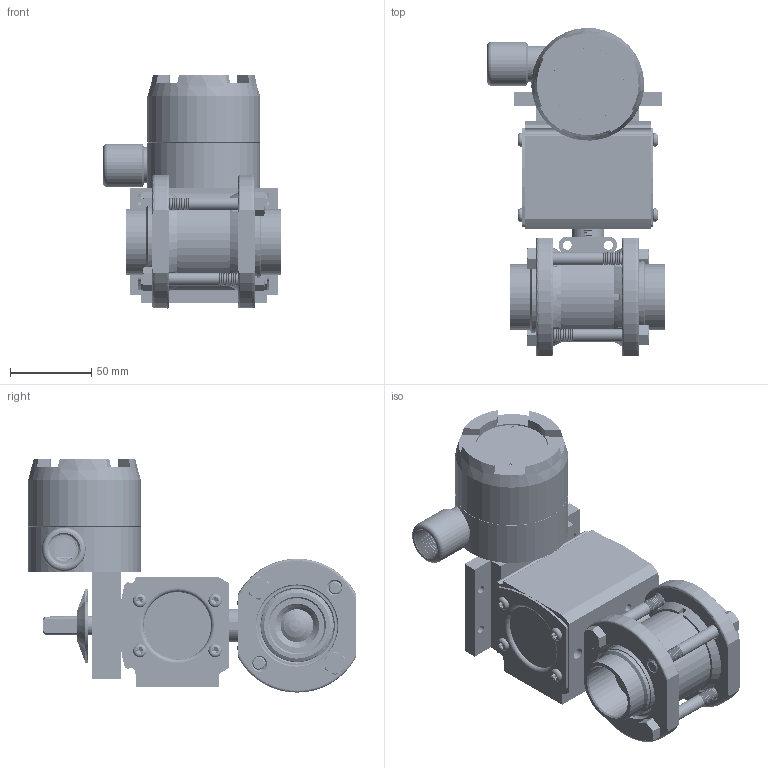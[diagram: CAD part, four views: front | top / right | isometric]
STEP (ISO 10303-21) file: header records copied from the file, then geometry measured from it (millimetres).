
FILE_DESCRIPTION (( 'STEP AP203' ), '1' );
FILE_NAME ('28XXSWSA512DLS.step', '2018-09-05T13:29:55', ( '' ), ( '' ), 'SwSTEP 2.0', 'SolidWorks 2018', '' );
FILE_SCHEMA (( 'CONFIG_CONTROL_DESIGN' ));
Products named in the file (1): 28XXSWSA512DLS
Bounding box: 109.49 x 201.99 x 143.57 mm (x, y, z)
Volume: 652791.2 mm3; surface area: 249001.4 mm2
Topology: 37 solids, 37 shells, 3533 faces, 9341 edges, 5873 vertices
Faces by surface type: cylinder 1621, cone 1026, plane 574, bspline 189, torus 121, sphere 2
Entity records: 190982 total; most frequent: CARTESIAN_POINT 107245, ORIENTED_EDGE 18422, DIRECTION 17291, EDGE_CURVE 9211, AXIS2_PLACEMENT_3D 6927, VERTEX_POINT 5869, EDGE_LOOP 3772, CIRCLE 3582
